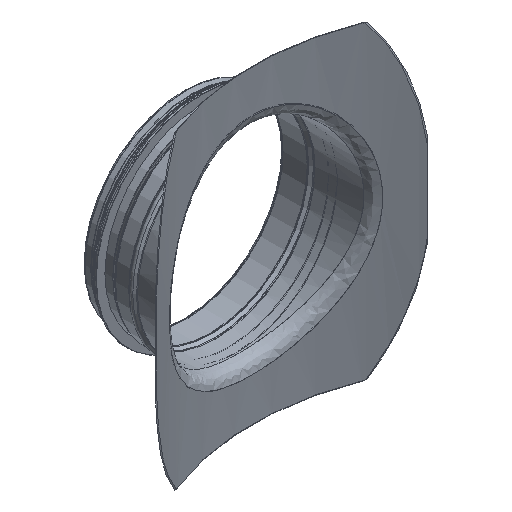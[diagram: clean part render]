
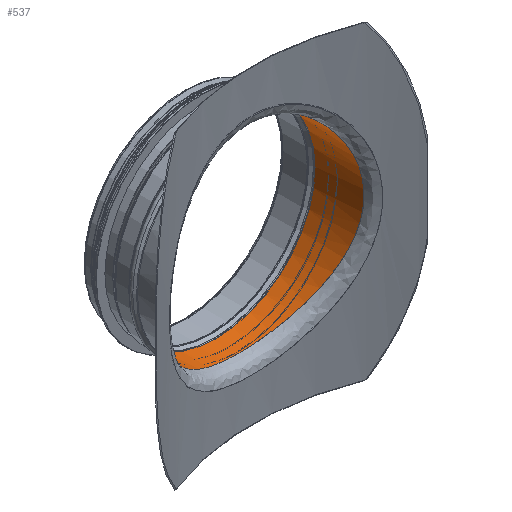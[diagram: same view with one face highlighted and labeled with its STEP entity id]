
A CAD part, isometric view. The second image highlights one B-rep face of the part: STEP entity #537.
In plain terms, the highlighted cylindrical face has radius 78.5 mm (diameter 157 mm), a full revolution.
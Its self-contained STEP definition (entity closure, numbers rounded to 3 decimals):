
#260=CARTESIAN_POINT('',(-78.5,188.675,0.0));
#261=VERTEX_POINT('',#260);
#269=CARTESIAN_POINT('',(-78.5,188.675,0.));
#270=CARTESIAN_POINT('',(-78.5,188.675,5.943));
#271=CARTESIAN_POINT('',(-77.139,189.405,17.83));
#272=CARTESIAN_POINT('',(-69.231,193.391,40.156));
#273=CARTESIAN_POINT('',(-54.417,199.691,58.656));
#274=CARTESIAN_POINT('',(-34.599,204.988,71.195));
#275=CARTESIAN_POINT('',(-17.83,207.744,77.142));
#276=CARTESIAN_POINT('',(-0.001,208.728,79.179));
#277=CARTESIAN_POINT('',(19.816,207.636,76.916));
#278=CARTESIAN_POINT('',(40.08,203.899,68.85));
#279=CARTESIAN_POINT('',(58.379,198.034,54.176));
#280=CARTESIAN_POINT('',(71.654,192.241,34.823));
#281=CARTESIAN_POINT('',(78.796,188.522,12.061));
#282=CARTESIAN_POINT('',(78.794,188.526,-12.062));
#283=CARTESIAN_POINT('',(71.654,192.24,-34.825));
#284=CARTESIAN_POINT('',(58.378,198.035,-54.177));
#285=CARTESIAN_POINT('',(40.078,203.898,-68.85));
#286=CARTESIAN_POINT('',(17.973,207.979,-77.651));
#287=CARTESIAN_POINT('',(-6.051,208.881,-79.488));
#288=CARTESIAN_POINT('',(-29.408,206.264,-74.058));
#289=CARTESIAN_POINT('',(-53.188,200.216,-60.193));
#290=CARTESIAN_POINT('',(-69.23,193.39,-40.156));
#291=CARTESIAN_POINT('',(-77.139,189.405,-17.827));
#292=CARTESIAN_POINT('',(-78.501,188.675,-5.943));
#293=CARTESIAN_POINT('',(-78.5,188.675,0.));
#294=B_SPLINE_CURVE_WITH_KNOTS('',3,(#269,#270,#271,#272,#273,#274,#275,#276,#277,#278,#279,#280,#281,#282,#283,#284,#285,#286,#287,#288,#289,#290,#291,#292,#293),.UNSPECIFIED.,.T.,.U.,(4,1,1,1,1,1,1,1,1,1,1,1,1,1,1,1,1,1,1,1,1,1,4),(0.0,1.71,3.42,6.841,8.551,10.261,11.971,13.682,15.962,18.242,20.522,22.803,25.083,27.363,29.643,31.924,34.204,36.484,38.765,41.045,44.465,46.175,47.886),.UNSPECIFIED.);
#295=EDGE_CURVE('',#261,#261,#294,.T.);
#518=CARTESIAN_POINT('',(0.,222.35,0.0));
#519=DIRECTION('',(0.,1.0,0.0));
#520=DIRECTION('',(-1.0,0.0,0.0));
#521=AXIS2_PLACEMENT_3D('',#518,#519,#520);
#522=CYLINDRICAL_SURFACE('',#521,78.5);
#523=CARTESIAN_POINT('',(-78.5,227.6,0.0));
#524=VERTEX_POINT('',#523);
#525=CARTESIAN_POINT('',(0.,227.6,0.0));
#526=DIRECTION('',(0.0,1.0,0.0));
#527=DIRECTION('',(-1.0,0.0,0.0));
#528=AXIS2_PLACEMENT_3D('',#525,#526,#527);
#529=CIRCLE('',#528,78.5);
#530=EDGE_CURVE('',#524,#524,#529,.T.);
#531=ORIENTED_EDGE('',*,*,#530,.T.);
#532=EDGE_LOOP('',(#531));
#533=FACE_OUTER_BOUND('',#532,.T.);
#534=ORIENTED_EDGE('',*,*,#295,.F.);
#535=EDGE_LOOP('',(#534));
#536=FACE_BOUND('',#535,.T.);
#537=ADVANCED_FACE('',(#533,#536),#522,.F.);
